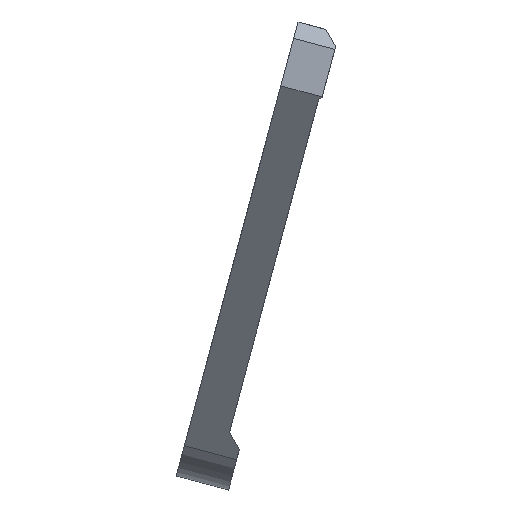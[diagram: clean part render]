
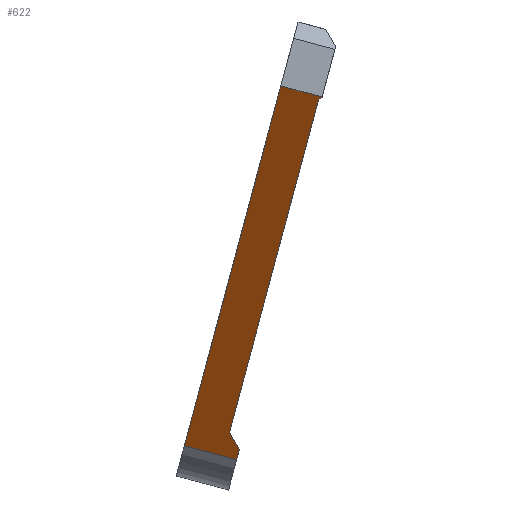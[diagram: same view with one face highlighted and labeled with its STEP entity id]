
A CAD part, left-side view. The second image highlights one B-rep face of the part: STEP entity #622.
In plain terms, the highlighted planar face has unit normal (-0.833, 0.143, -0.534).
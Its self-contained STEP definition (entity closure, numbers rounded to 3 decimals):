
#28=PLANE('',#677);
#69=FACE_OUTER_BOUND('',#102,.T.);
#102=EDGE_LOOP('',(#498,#499,#500,#501,#502,#503,#504,#505));
#132=LINE('',#1072,#207);
#145=LINE('',#1103,#220);
#160=LINE('',#1133,#235);
#161=LINE('',#1135,#236);
#162=LINE('',#1137,#237);
#163=LINE('',#1139,#238);
#164=LINE('',#1141,#239);
#165=LINE('',#1142,#240);
#207=VECTOR('',#731,10.);
#220=VECTOR('',#758,10.);
#235=VECTOR('',#777,10.);
#236=VECTOR('',#780,10.);
#237=VECTOR('',#781,10.);
#238=VECTOR('',#782,10.);
#239=VECTOR('',#783,10.);
#240=VECTOR('',#784,10.);
#296=VERTEX_POINT('',#1069);
#297=VERTEX_POINT('',#1071);
#307=VERTEX_POINT('',#1100);
#308=VERTEX_POINT('',#1102);
#321=VERTEX_POINT('',#1131);
#322=VERTEX_POINT('',#1136);
#323=VERTEX_POINT('',#1138);
#324=VERTEX_POINT('',#1140);
#358=EDGE_CURVE('',#296,#297,#132,.T.);
#374=EDGE_CURVE('',#307,#308,#145,.F.);
#390=EDGE_CURVE('',#321,#307,#160,.T.);
#391=EDGE_CURVE('',#321,#297,#161,.T.);
#392=EDGE_CURVE('',#322,#296,#162,.T.);
#393=EDGE_CURVE('',#323,#322,#163,.T.);
#394=EDGE_CURVE('',#323,#324,#164,.T.);
#395=EDGE_CURVE('',#308,#324,#165,.T.);
#498=ORIENTED_EDGE('',*,*,#390,.F.);
#499=ORIENTED_EDGE('',*,*,#391,.T.);
#500=ORIENTED_EDGE('',*,*,#358,.F.);
#501=ORIENTED_EDGE('',*,*,#392,.F.);
#502=ORIENTED_EDGE('',*,*,#393,.F.);
#503=ORIENTED_EDGE('',*,*,#394,.T.);
#504=ORIENTED_EDGE('',*,*,#395,.F.);
#505=ORIENTED_EDGE('',*,*,#374,.F.);
#622=ADVANCED_FACE('',(#69),#28,.T.);
#677=AXIS2_PLACEMENT_3D('',#1134,#778,#779);
#731=DIRECTION('',(0.425,-0.453,-0.784));
#758=DIRECTION('',(0.553,0.216,-0.805));
#777=DIRECTION('',(0.,0.966,0.259));
#778=DIRECTION('center_axis',(-0.833,0.143,-0.534));
#779=DIRECTION('ref_axis',(-0.553,-0.216,0.805));
#780=DIRECTION('',(-0.553,-0.216,0.805));
#781=DIRECTION('',(0.553,0.216,-0.805));
#782=DIRECTION('',(0.425,0.784,-0.453));
#783=DIRECTION('',(-0.553,-0.216,0.805));
#784=DIRECTION('',(0.,-0.966,-0.259));
#1069=CARTESIAN_POINT('',(16.561,-83.317,-25.703));
#1071=CARTESIAN_POINT('',(17.225,-84.024,-26.928));
#1072=CARTESIAN_POINT('',(18.056,-84.91,-28.463));
#1100=CARTESIAN_POINT('',(17.731,-80.107,-26.67));
#1102=CARTESIAN_POINT('',(0.115,-86.981,-1.017));
#1103=CARTESIAN_POINT('',(16.548,-80.569,-24.946));
#1131=CARTESIAN_POINT('',(17.731,-83.826,-27.666));
#1133=CARTESIAN_POINT('',(17.731,-82.86,-27.407));
#1134=CARTESIAN_POINT('Origin',(19.215,-82.281,-29.567));
#1135=CARTESIAN_POINT('',(18.172,-83.654,-28.308));
#1136=CARTESIAN_POINT('',(0.281,-89.669,-1.997));
#1137=CARTESIAN_POINT('',(0.215,-89.695,-1.9));
#1138=CARTESIAN_POINT('',(0.149,-89.914,-1.855));
#1139=CARTESIAN_POINT('',(7.048,-77.176,-9.21));
#1140=CARTESIAN_POINT('',(0.115,-89.927,-1.806));
#1141=CARTESIAN_POINT('',(9.601,-86.226,-15.62));
#1142=CARTESIAN_POINT('',(0.115,-89.734,-1.754));
